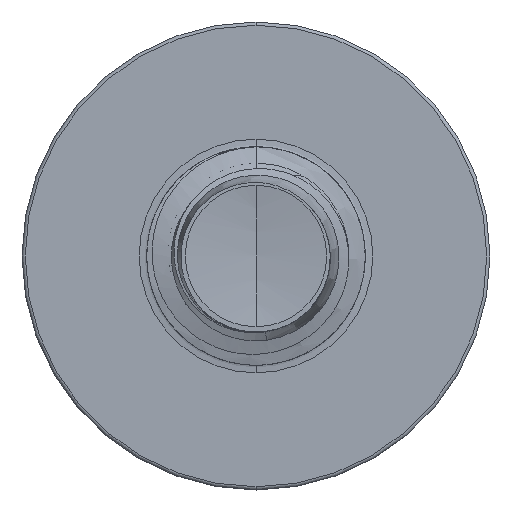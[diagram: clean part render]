
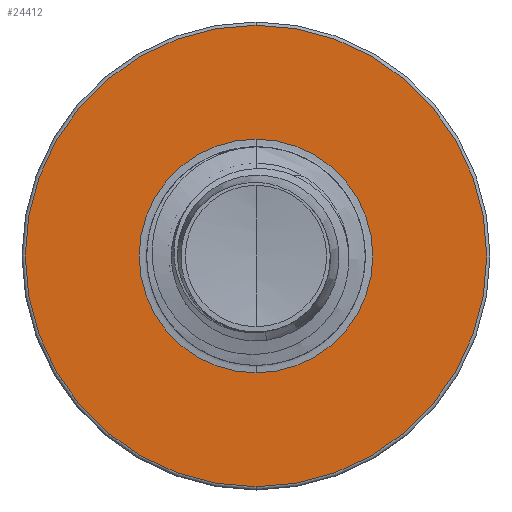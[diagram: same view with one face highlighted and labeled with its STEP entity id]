
A CAD part, front view. The second image highlights one B-rep face of the part: STEP entity #24412.
In plain terms, the highlighted planar face has unit normal (0, -1, 0).
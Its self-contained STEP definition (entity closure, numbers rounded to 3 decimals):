
#153 = ORIENTED_EDGE ( 'NONE', *, *, #4135, .F. ) ;
#421 = VERTEX_POINT ( 'NONE', #22339 ) ;
#1955 = PLANE ( 'NONE',  #13771 ) ;
#2924 = CIRCLE ( 'NONE', #14058, 1.872 ) ;
#4135 = EDGE_CURVE ( 'NONE', #34811, #20586, #37068, .T. ) ;
#4371 = CARTESIAN_POINT ( 'NONE',  ( 0., 17.5, 0. ) ) ;
#4601 = EDGE_LOOP ( 'NONE', ( #153, #33967 ) ) ;
#5715 = AXIS2_PLACEMENT_3D ( 'NONE', #4371, #25334, #7638 ) ;
#6609 = CARTESIAN_POINT ( 'NONE',  ( 0., 17.5, -3.697 ) ) ;
#6837 = CIRCLE ( 'NONE', #5715, 1.872 ) ;
#7205 = CARTESIAN_POINT ( 'NONE',  ( 0., 17.5, 0. ) ) ;
#7638 = DIRECTION ( 'NONE',  ( 0., 0., 1. ) ) ;
#7906 = CARTESIAN_POINT ( 'NONE',  ( 0., 17.5, 0. ) ) ;
#8595 = DIRECTION ( 'NONE',  ( 0., 0., 1. ) ) ;
#8621 = VERTEX_POINT ( 'NONE', #26667 ) ;
#8917 = AXIS2_PLACEMENT_3D ( 'NONE', #15535, #15408, #15376 ) ;
#10470 = DIRECTION ( 'NONE',  ( 0., 0., 1. ) ) ;
#11137 = DIRECTION ( 'NONE',  ( 0., 0., 1. ) ) ;
#11259 = CARTESIAN_POINT ( 'NONE',  ( 0., 17.5, -1.872 ) ) ;
#12597 = CARTESIAN_POINT ( 'NONE',  ( 0., 17.5, 3.698 ) ) ;
#13625 = EDGE_LOOP ( 'NONE', ( #19607, #20749 ) ) ;
#13771 = AXIS2_PLACEMENT_3D ( 'NONE', #11259, #26114, #8595 ) ;
#14058 = AXIS2_PLACEMENT_3D ( 'NONE', #7906, #28303, #11137 ) ;
#15376 = DIRECTION ( 'NONE',  ( 0., 0., 1. ) ) ;
#15408 = DIRECTION ( 'NONE',  ( 0., 1., 0. ) ) ;
#15535 = CARTESIAN_POINT ( 'NONE',  ( 0., 17.5, 0. ) ) ;
#17338 = EDGE_CURVE ( 'NONE', #8621, #421, #6837, .T. ) ;
#18881 = EDGE_CURVE ( 'NONE', #20586, #34811, #22423, .T. ) ;
#19409 = AXIS2_PLACEMENT_3D ( 'NONE', #7205, #27724, #10470 ) ;
#19607 = ORIENTED_EDGE ( 'NONE', *, *, #17338, .T. ) ;
#20586 = VERTEX_POINT ( 'NONE', #6609 ) ;
#20749 = ORIENTED_EDGE ( 'NONE', *, *, #30239, .T. ) ;
#22339 = CARTESIAN_POINT ( 'NONE',  ( 0., 17.5, -1.872 ) ) ;
#22423 = CIRCLE ( 'NONE', #19409, 3.698 ) ;
#24412 = ADVANCED_FACE ( 'NONE', ( #30816, #24480 ), #1955, .F. ) ;
#24480 = FACE_BOUND ( 'NONE', #13625, .T. ) ;
#25334 = DIRECTION ( 'NONE',  ( 0., 1., 0. ) ) ;
#26114 = DIRECTION ( 'NONE',  ( 0., 1., 0. ) ) ;
#26667 = CARTESIAN_POINT ( 'NONE',  ( 0., 17.5, 1.872 ) ) ;
#27724 = DIRECTION ( 'NONE',  ( 0., 1., 0. ) ) ;
#28303 = DIRECTION ( 'NONE',  ( 0., 1., 0. ) ) ;
#30239 = EDGE_CURVE ( 'NONE', #421, #8621, #2924, .T. ) ;
#30816 = FACE_OUTER_BOUND ( 'NONE', #4601, .T. ) ;
#33967 = ORIENTED_EDGE ( 'NONE', *, *, #18881, .F. ) ;
#34811 = VERTEX_POINT ( 'NONE', #12597 ) ;
#37068 = CIRCLE ( 'NONE', #8917, 3.698 ) ;
